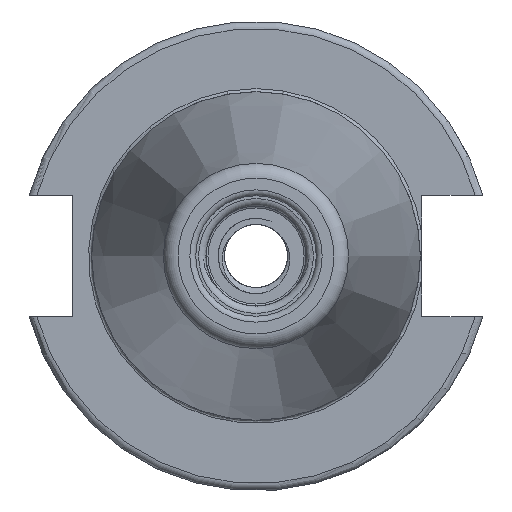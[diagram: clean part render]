
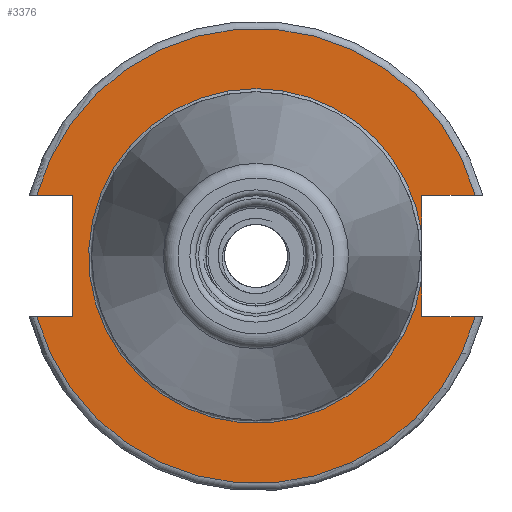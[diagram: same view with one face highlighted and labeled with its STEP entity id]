
A CAD part, left-side view. The second image highlights one B-rep face of the part: STEP entity #3376.
In plain terms, the highlighted planar face has unit normal (-1, 0, 0).
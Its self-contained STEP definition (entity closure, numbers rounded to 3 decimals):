
#91=PLANE('',#3660);
#289=FACE_OUTER_BOUND('',#485,.T.);
#485=EDGE_LOOP('',(#3059,#3060,#3061,#3062,#3063,#3064,#3065,#3066,#3067,
#3068,#3069));
#542=CIRCLE('',#3584,22.637);
#543=CIRCLE('',#3585,22.637);
#545=CIRCLE('',#3588,30.775);
#548=CIRCLE('',#3592,30.775);
#973=LINE('',#13652,#1120);
#978=LINE('',#13710,#1125);
#983=LINE('',#13766,#1130);
#984=LINE('',#13770,#1131);
#989=LINE('',#13828,#1136);
#991=LINE('',#13831,#1138);
#992=LINE('',#13844,#1139);
#1120=VECTOR('',#4151,10.);
#1125=VECTOR('',#4158,10.);
#1130=VECTOR('',#4165,10.);
#1131=VECTOR('',#4168,10.);
#1136=VECTOR('',#4175,10.);
#1138=VECTOR('',#4177,10.);
#1139=VECTOR('',#4180,10.);
#1436=VERTEX_POINT('',#13650);
#1437=VERTEX_POINT('',#13651);
#1446=VERTEX_POINT('',#13708);
#1447=VERTEX_POINT('',#13709);
#1456=VERTEX_POINT('',#13768);
#1457=VERTEX_POINT('',#13769);
#1466=VERTEX_POINT('',#13826);
#1467=VERTEX_POINT('',#13827);
#1468=VERTEX_POINT('',#13830);
#1469=VERTEX_POINT('',#13843);
#1480=VERTEX_POINT('',#13902);
#1917=EDGE_CURVE('',#1436,#1437,#973,.T.);
#1928=EDGE_CURVE('',#1446,#1447,#978,.T.);
#1939=EDGE_CURVE('',#1447,#1436,#983,.T.);
#1940=EDGE_CURVE('',#1456,#1457,#984,.T.);
#1951=EDGE_CURVE('',#1466,#1467,#989,.T.);
#1953=EDGE_CURVE('',#1468,#1456,#991,.T.);
#1955=EDGE_CURVE('',#1469,#1466,#992,.T.);
#1967=EDGE_CURVE('',#1467,#1480,#542,.T.);
#1968=EDGE_CURVE('',#1480,#1468,#543,.T.);
#1970=EDGE_CURVE('',#1446,#1457,#545,.T.);
#1973=EDGE_CURVE('',#1469,#1437,#548,.T.);
#3059=ORIENTED_EDGE('',*,*,#1917,.T.);
#3060=ORIENTED_EDGE('',*,*,#1973,.F.);
#3061=ORIENTED_EDGE('',*,*,#1955,.T.);
#3062=ORIENTED_EDGE('',*,*,#1951,.T.);
#3063=ORIENTED_EDGE('',*,*,#1967,.T.);
#3064=ORIENTED_EDGE('',*,*,#1968,.T.);
#3065=ORIENTED_EDGE('',*,*,#1953,.T.);
#3066=ORIENTED_EDGE('',*,*,#1940,.T.);
#3067=ORIENTED_EDGE('',*,*,#1970,.F.);
#3068=ORIENTED_EDGE('',*,*,#1928,.T.);
#3069=ORIENTED_EDGE('',*,*,#1939,.T.);
#3376=ADVANCED_FACE('',(#289),#91,.T.);
#3584=AXIS2_PLACEMENT_3D('',#13904,#4190,#4191);
#3585=AXIS2_PLACEMENT_3D('',#13905,#4192,#4193);
#3588=AXIS2_PLACEMENT_3D('',#13908,#4198,#4199);
#3592=AXIS2_PLACEMENT_3D('',#13912,#4206,#4207);
#3660=AXIS2_PLACEMENT_3D('',#15579,#4346,#4347);
#4151=DIRECTION('',(0.,1.,0.));
#4158=DIRECTION('',(0.,-1.,0.));
#4165=DIRECTION('',(0.,0.,-1.));
#4168=DIRECTION('',(0.,-1.,0.));
#4175=DIRECTION('',(0.,0.,1.));
#4177=DIRECTION('',(0.,0.,1.));
#4180=DIRECTION('',(0.,1.,0.));
#4190=DIRECTION('center_axis',(1.,0.,0.));
#4191=DIRECTION('ref_axis',(0.,0.,-1.));
#4192=DIRECTION('center_axis',(1.,0.,0.));
#4193=DIRECTION('ref_axis',(0.,0.,-1.));
#4198=DIRECTION('center_axis',(1.,0.,0.));
#4199=DIRECTION('ref_axis',(0.,0.,-1.));
#4206=DIRECTION('center_axis',(1.,0.,0.));
#4207=DIRECTION('ref_axis',(0.,0.,-1.));
#4346=DIRECTION('center_axis',(-1.,0.,0.));
#4347=DIRECTION('ref_axis',(0.,0.,1.));
#13650=CARTESIAN_POINT('',(1.,24.8,-8.19));
#13651=CARTESIAN_POINT('',(1.,29.665,-8.19));
#13652=CARTESIAN_POINT('',(1.,40.288,-8.19));
#13708=CARTESIAN_POINT('',(1.,29.665,8.19));
#13709=CARTESIAN_POINT('',(1.,24.8,8.19));
#13710=CARTESIAN_POINT('',(1.,27.788,8.19));
#13766=CARTESIAN_POINT('',(1.,24.8,-4.095));
#13768=CARTESIAN_POINT('',(1.,-22.41,8.19));
#13769=CARTESIAN_POINT('',(1.,-29.665,8.19));
#13770=CARTESIAN_POINT('',(1.,-8.317,8.19));
#13826=CARTESIAN_POINT('',(1.,-22.41,-8.19));
#13827=CARTESIAN_POINT('',(1.,-22.41,-3.198));
#13828=CARTESIAN_POINT('',(1.,-22.41,4.095));
#13830=CARTESIAN_POINT('',(1.,-22.41,3.198));
#13831=CARTESIAN_POINT('',(1.,-22.41,4.095));
#13843=CARTESIAN_POINT('',(1.,-29.665,-8.19));
#13844=CARTESIAN_POINT('',(1.,4.183,-8.19));
#13902=CARTESIAN_POINT('',(1.,0.,22.637));
#13904=CARTESIAN_POINT('Origin',(1.,0.,
0.));
#13905=CARTESIAN_POINT('Origin',(1.,0.,
0.));
#13908=CARTESIAN_POINT('Origin',(1.,0.,
0.));
#13912=CARTESIAN_POINT('Origin',(1.,0.,
0.));
#15579=CARTESIAN_POINT('Origin',(1.,30.775,0.));
